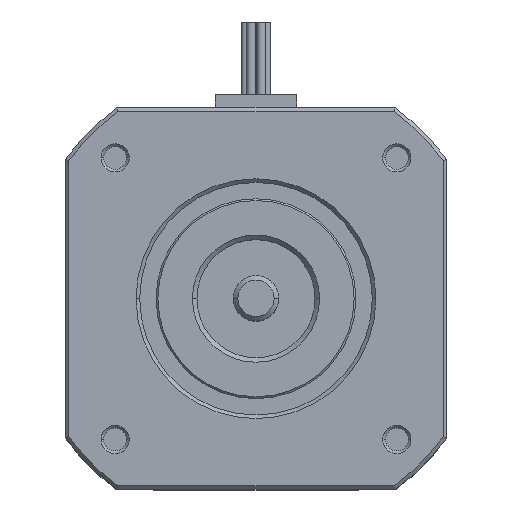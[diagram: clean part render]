
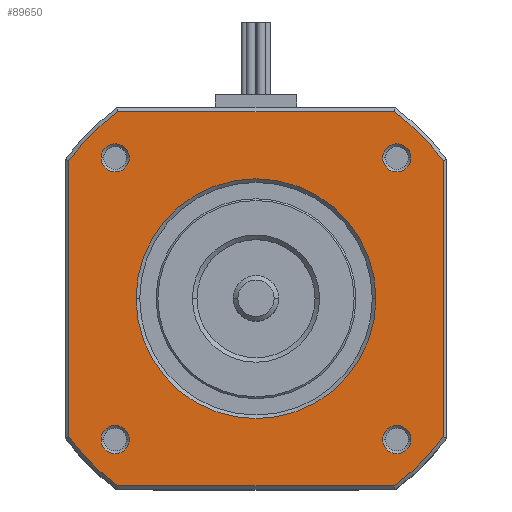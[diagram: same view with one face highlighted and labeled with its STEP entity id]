
A CAD part, top view. The second image highlights one B-rep face of the part: STEP entity #89650.
In plain terms, the highlighted planar face has unit normal (0, 0, 1).
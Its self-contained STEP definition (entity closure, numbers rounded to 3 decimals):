
#73900=CARTESIAN_POINT('',(-15.199,-20.6,0.));
#73910=VERTEX_POINT('',#73900);
#73940=CARTESIAN_POINT('',(0.,-20.6,0.));
#73950=DIRECTION('',(-1.,0.,0.));
#73960=VECTOR('',#73950,1.);
#73970=LINE('',#73940,#73960);
#73980=CARTESIAN_POINT('',(15.199,-20.6,0.));
#73990=VERTEX_POINT('',#73980);
#74000=EDGE_CURVE('',#73990,#73910,#73970,.T.);
#74360=CARTESIAN_POINT('',(0.,0.,0.
));
#74370=DIRECTION('',(-0.,-0.,1.));
#74380=DIRECTION('',(-1.,0.,-0.));
#74390=AXIS2_PLACEMENT_3D('',#74360,#74370,#74380);
#74400=CIRCLE('',#74390,25.6);
#74410=CARTESIAN_POINT('',(20.6,-15.199,0.));
#74420=VERTEX_POINT('',#74410);
#74430=EDGE_CURVE('',#73990,#74420,#74400,.T.);
#74790=CARTESIAN_POINT('',(20.6,0.,-0.));
#74800=DIRECTION('',(0.,-1.,0.));
#74810=VECTOR('',#74800,1.);
#74820=LINE('',#74790,#74810);
#74830=CARTESIAN_POINT('',(20.6,15.199,0.));
#74840=VERTEX_POINT('',#74830);
#74850=EDGE_CURVE('',#74840,#74420,#74820,.T.);
#79150=CARTESIAN_POINT('',(-20.6,15.199,0.));
#79160=VERTEX_POINT('',#79150);
#79190=CARTESIAN_POINT('',(-20.6,0.,0.));
#79200=DIRECTION('',(0.,1.,-0.));
#79210=VECTOR('',#79200,1.);
#79220=LINE('',#79190,#79210);
#79230=CARTESIAN_POINT('',(-20.6,-15.199,
0.));
#79240=VERTEX_POINT('',#79230);
#79250=EDGE_CURVE('',#79240,#79160,#79220,.T.);
#79560=CARTESIAN_POINT('',(0.,0.,0.)
);
#79570=DIRECTION('',(-0.,-0.,1.));
#79580=DIRECTION('',(-1.,0.,-0.));
#79590=AXIS2_PLACEMENT_3D('',#79560,#79570,#79580);
#79600=CIRCLE('',#79590,25.6);
#79610=EDGE_CURVE('',#79240,#73910,#79600,.T.);
#85140=CARTESIAN_POINT('',(0.,0.,
0.));
#85150=DIRECTION('',(-0.,-0.,1.));
#85160=DIRECTION('',(-1.,0.,-0.));
#85170=AXIS2_PLACEMENT_3D('',#85140,#85150,#85160);
#85180=CIRCLE('',#85170,25.6);
#85190=CARTESIAN_POINT('',(15.199,20.6,0.));
#85200=VERTEX_POINT('',#85190);
#85210=EDGE_CURVE('',#74840,#85200,#85180,.T.);
#85570=CARTESIAN_POINT('',(0.,20.6,0.));
#85580=DIRECTION('',(1.,0.,-0.));
#85590=VECTOR('',#85580,1.);
#85600=LINE('',#85570,#85590);
#85610=CARTESIAN_POINT('',(-15.199,20.6,
0.));
#85620=VERTEX_POINT('',#85610);
#85630=EDGE_CURVE('',#85620,#85200,#85600,.T.);
#88690=CARTESIAN_POINT('',(-20.6,-20.6,0.));
#88700=DIRECTION('',(0.,0.,1.));
#88710=DIRECTION('',(1.,0.,-0.));
#88720=AXIS2_PLACEMENT_3D('',#88690,#88700,#88710);
#88730=PLANE('',#88720);
#88740=ORIENTED_EDGE('',*,*,#79610,.T.);
#88750=ORIENTED_EDGE('',*,*,#79250,.F.);
#88760=CARTESIAN_POINT('',(0.,0.,0.
));
#88770=DIRECTION('',(-0.,-0.,1.));
#88780=DIRECTION('',(-1.,0.,-0.));
#88790=AXIS2_PLACEMENT_3D('',#88760,#88770,#88780);
#88800=CIRCLE('',#88790,25.6);
#88810=EDGE_CURVE('',#85620,#79160,#88800,.T.);
#88820=ORIENTED_EDGE('',*,*,#88810,.T.);
#88830=ORIENTED_EDGE('',*,*,#85630,.F.);
#88840=ORIENTED_EDGE('',*,*,#85210,.T.);
#88850=ORIENTED_EDGE('',*,*,#74850,.F.);
#88860=ORIENTED_EDGE('',*,*,#74430,.T.);
#88870=ORIENTED_EDGE('',*,*,#74000,.F.);
#88880=EDGE_LOOP('',(#88870,#88860,#88850,#88840,#88830,#88820,#88750,
#88740));
#88890=FACE_OUTER_BOUND('',#88880,.T.);
#88900=CARTESIAN_POINT('',(-15.5,-15.5,0.));
#88910=DIRECTION('',(-0.,-0.,-1.));
#88920=DIRECTION('',(1.,0.,0.));
#88930=AXIS2_PLACEMENT_3D('',#88900,#88910,#88920);
#88940=CIRCLE('',#88930,1.55);
#88950=CARTESIAN_POINT('',(-13.95,-15.5,0.));
#88960=VERTEX_POINT('',#88950);
#88970=CARTESIAN_POINT('',(-17.05,-15.5,0.));
#88980=VERTEX_POINT('',#88970);
#88990=EDGE_CURVE('',#88960,#88980,#88940,.T.);
#89000=ORIENTED_EDGE('',*,*,#88990,.T.);
#89010=EDGE_CURVE('',#88980,#88960,#88940,.T.);
#89020=ORIENTED_EDGE('',*,*,#89010,.T.);
#89030=EDGE_LOOP('',(#89020,#89000));
#89040=FACE_BOUND('',#89030,.T.);
#89050=CARTESIAN_POINT('',(15.5,-15.5,0.));
#89060=DIRECTION('',(-0.,-0.,-1.));
#89070=DIRECTION('',(1.,0.,0.));
#89080=AXIS2_PLACEMENT_3D('',#89050,#89060,#89070);
#89090=CIRCLE('',#89080,1.55);
#89100=CARTESIAN_POINT('',(13.95,-15.5,0.));
#89110=VERTEX_POINT('',#89100);
#89120=CARTESIAN_POINT('',(17.05,-15.5,0.));
#89130=VERTEX_POINT('',#89120);
#89140=EDGE_CURVE('',#89110,#89130,#89090,.T.);
#89150=ORIENTED_EDGE('',*,*,#89140,.T.);
#89160=EDGE_CURVE('',#89130,#89110,#89090,.T.);
#89170=ORIENTED_EDGE('',*,*,#89160,.T.);
#89180=EDGE_LOOP('',(#89170,#89150));
#89190=FACE_BOUND('',#89180,.T.);
#89200=CARTESIAN_POINT('',(15.5,15.5,0.));
#89210=DIRECTION('',(-0.,-0.,-1.));
#89220=DIRECTION('',(1.,0.,0.));
#89230=AXIS2_PLACEMENT_3D('',#89200,#89210,#89220);
#89240=CIRCLE('',#89230,1.55);
#89250=CARTESIAN_POINT('',(17.05,15.5,0.));
#89260=VERTEX_POINT('',#89250);
#89270=CARTESIAN_POINT('',(13.95,15.5,0.));
#89280=VERTEX_POINT('',#89270);
#89290=EDGE_CURVE('',#89260,#89280,#89240,.T.);
#89300=ORIENTED_EDGE('',*,*,#89290,.T.);
#89310=EDGE_CURVE('',#89280,#89260,#89240,.T.);
#89320=ORIENTED_EDGE('',*,*,#89310,.T.);
#89330=EDGE_LOOP('',(#89320,#89300));
#89340=FACE_BOUND('',#89330,.T.);
#89350=CARTESIAN_POINT('',(-15.5,15.5,0.));
#89360=DIRECTION('',(-0.,-0.,-1.));
#89370=DIRECTION('',(1.,0.,0.));
#89380=AXIS2_PLACEMENT_3D('',#89350,#89360,#89370);
#89390=CIRCLE('',#89380,1.55);
#89400=CARTESIAN_POINT('',(-13.95,15.5,0.));
#89410=VERTEX_POINT('',#89400);
#89420=CARTESIAN_POINT('',(-17.05,15.5,0.));
#89430=VERTEX_POINT('',#89420);
#89440=EDGE_CURVE('',#89410,#89430,#89390,.T.);
#89450=ORIENTED_EDGE('',*,*,#89440,.T.);
#89460=EDGE_CURVE('',#89430,#89410,#89390,.T.);
#89470=ORIENTED_EDGE('',*,*,#89460,.T.);
#89480=EDGE_LOOP('',(#89470,#89450));
#89490=FACE_BOUND('',#89480,.T.);
#89500=CARTESIAN_POINT('',(0.,0.,
0.));
#89510=DIRECTION('',(-0.,-0.,-1.));
#89520=DIRECTION('',(1.,0.,0.));
#89530=AXIS2_PLACEMENT_3D('',#89500,#89510,#89520);
#89540=CIRCLE('',#89530,13.2);
#89550=CARTESIAN_POINT('',(13.2,0.,0.));
#89560=VERTEX_POINT('',#89550);
#89570=CARTESIAN_POINT('',(-13.2,0.,
0.));
#89580=VERTEX_POINT('',#89570);
#89590=EDGE_CURVE('',#89560,#89580,#89540,.T.);
#89600=ORIENTED_EDGE('',*,*,#89590,.T.);
#89610=EDGE_CURVE('',#89580,#89560,#89540,.T.);
#89620=ORIENTED_EDGE('',*,*,#89610,.T.);
#89630=EDGE_LOOP('',(#89620,#89600));
#89640=FACE_BOUND('',#89630,.T.);
#89650=ADVANCED_FACE('',(#88890,#89040,#89190,#89340,#89490,#89640),
#88730,.T.);
